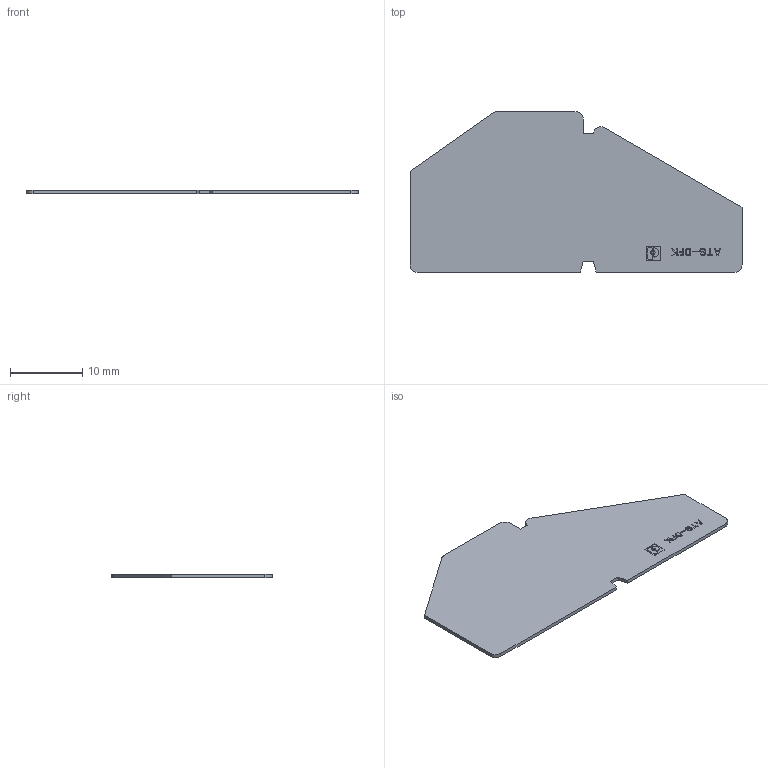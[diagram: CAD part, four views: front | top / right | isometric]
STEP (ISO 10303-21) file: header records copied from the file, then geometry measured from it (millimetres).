
FILE_DESCRIPTION(('Creo Elements/Direct Modeling STEP Export'),'2;1');
FILE_NAME('model.stp','2018-06-05T11:45:17',(''),(''),'Creo Elements/Direct Modeling STEP processor for AP214 (Solid Model)','Creo Elements/Direct Modeling 18.1I 14-Aug-2016 (C) Parametric Technology GmbH','');
FILE_SCHEMA(('AUTOMOTIVE_DESIGN { 1 0 10303 214 1 1 1 1 }'));
Length unit declared in the file: millimetre
Products named in the file (2): ATS-DFK
Assembly tree (1 placements, depth 2):
  ATS-DFK
    ATS-DFK
Bounding box: 46 x 22.2 x 0.5 mm (x, y, z)
Volume: 407.5 mm3; surface area: 1695.9 mm2
Topology: 1 solids, 1 shells, 219 faces, 612 edges, 408 vertices
Faces by surface type: plane 195, extrusion 19, cylinder 5
Entity records: 7415 total; most frequent: CARTESIAN_POINT 1813, ORIENTED_EDGE 1224, DIRECTION 997, EDGE_CURVE 612, VECTOR 583, LINE 564, VERTEX_POINT 408, EDGE_LOOP 232
